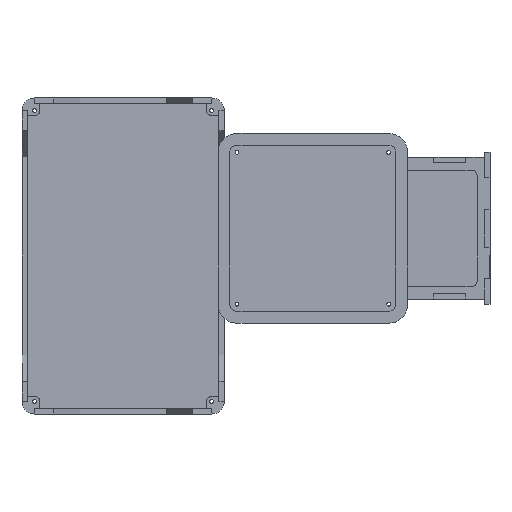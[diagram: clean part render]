
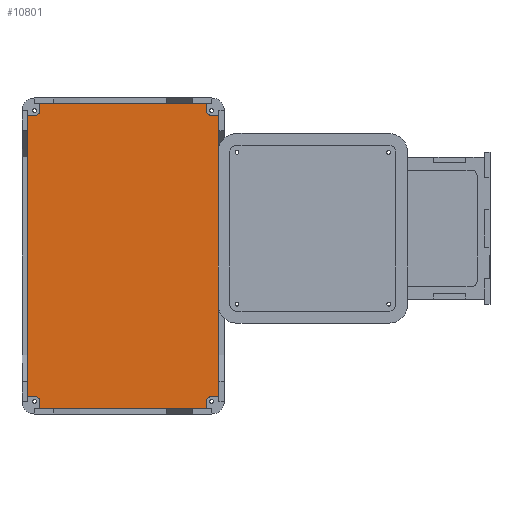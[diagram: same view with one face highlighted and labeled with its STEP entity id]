
A CAD part, front view. The second image highlights one B-rep face of the part: STEP entity #10801.
In plain terms, the highlighted planar face has unit normal (0, -1, 0).
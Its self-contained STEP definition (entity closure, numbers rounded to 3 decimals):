
#43 = CIRCLE ( 'NONE', #15762, 1.5 ) ;
#254 = CIRCLE ( 'NONE', #4990, 1.5 ) ;
#325 = ORIENTED_EDGE ( 'NONE', *, *, #6161, .F. ) ;
#465 = CARTESIAN_POINT ( 'NONE',  ( 115., 0., 70. ) ) ;
#731 = ORIENTED_EDGE ( 'NONE', *, *, #1124, .F. ) ;
#766 = CARTESIAN_POINT ( 'NONE',  ( -115., 0., -80. ) ) ;
#777 = VECTOR ( 'NONE', #11380, 1000. ) ;
#937 = DIRECTION ( 'NONE',  ( 0., 0., -1. ) ) ;
#1062 = VERTEX_POINT ( 'NONE', #7707 ) ;
#1119 = VERTEX_POINT ( 'NONE', #14087 ) ;
#1124 = EDGE_CURVE ( 'NONE', #1671, #3813, #13832, .T. ) ;
#1224 = AXIS2_PLACEMENT_3D ( 'NONE', #465, #12987, #9143 ) ;
#1240 = CARTESIAN_POINT ( 'NONE',  ( -115., 0., 71.5 ) ) ;
#1295 = DIRECTION ( 'NONE',  ( 0., -1., 0. ) ) ;
#1614 = CARTESIAN_POINT ( 'NONE',  ( -125., 0., -70. ) ) ;
#1671 = VERTEX_POINT ( 'NONE', #5445 ) ;
#2058 = ORIENTED_EDGE ( 'NONE', *, *, #15847, .F. ) ;
#2252 = DIRECTION ( 'NONE',  ( 0., 0., 1. ) ) ;
#2365 = FACE_BOUND ( 'NONE', #13047, .T. ) ;
#2523 = EDGE_CURVE ( 'NONE', #8914, #8001, #2912, .T. ) ;
#2552 = DIRECTION ( 'NONE',  ( 0., 0., 1. ) ) ;
#2570 = PLANE ( 'NONE',  #14117 ) ;
#2633 = LINE ( 'NONE', #1614, #10974 ) ;
#2700 = ORIENTED_EDGE ( 'NONE', *, *, #6182, .F. ) ;
#2723 = EDGE_CURVE ( 'NONE', #7792, #12969, #14396, .T. ) ;
#2912 = CIRCLE ( 'NONE', #10156, 1.5 ) ;
#3014 = VERTEX_POINT ( 'NONE', #12068 ) ;
#3181 = VERTEX_POINT ( 'NONE', #1240 ) ;
#3315 = FACE_BOUND ( 'NONE', #14438, .T. ) ;
#3435 = CARTESIAN_POINT ( 'NONE',  ( 115., 0., -70. ) ) ;
#3813 = VERTEX_POINT ( 'NONE', #15130 ) ;
#4150 = DIRECTION ( 'NONE',  ( 0., -1., 0. ) ) ;
#4273 = AXIS2_PLACEMENT_3D ( 'NONE', #14040, #16339, #2552 ) ;
#4382 = VECTOR ( 'NONE', #8626, 1000. ) ;
#4448 = DIRECTION ( 'NONE',  ( 0., 0., -1. ) ) ;
#4594 = LINE ( 'NONE', #5526, #11531 ) ;
#4636 = EDGE_CURVE ( 'NONE', #6445, #10019, #5629, .T. ) ;
#4652 = ORIENTED_EDGE ( 'NONE', *, *, #6726, .F. ) ;
#4664 = CARTESIAN_POINT ( 'NONE',  ( -115., 0., 68.5 ) ) ;
#4990 = AXIS2_PLACEMENT_3D ( 'NONE', #13837, #8730, #11211 ) ;
#5008 = VERTEX_POINT ( 'NONE', #12966 ) ;
#5262 = VERTEX_POINT ( 'NONE', #4664 ) ;
#5440 = AXIS2_PLACEMENT_3D ( 'NONE', #14729, #14902, #8627 ) ;
#5445 = CARTESIAN_POINT ( 'NONE',  ( 115., 0., 71.5 ) ) ;
#5450 = CARTESIAN_POINT ( 'NONE',  ( 115., 0., -68.5 ) ) ;
#5471 = DIRECTION ( 'NONE',  ( 0., 1., 0. ) ) ;
#5503 = ORIENTED_EDGE ( 'NONE', *, *, #9532, .F. ) ;
#5526 = CARTESIAN_POINT ( 'NONE',  ( 125., 0., -70. ) ) ;
#5629 = CIRCLE ( 'NONE', #8197, 10. ) ;
#5717 = VERTEX_POINT ( 'NONE', #14750 ) ;
#5726 = CIRCLE ( 'NONE', #7686, 1.5 ) ;
#5766 = CIRCLE ( 'NONE', #11691, 10. ) ;
#5931 = DIRECTION ( 'NONE',  ( 0., 1., 0. ) ) ;
#6066 = DIRECTION ( 'NONE',  ( 0., -1., 0. ) ) ;
#6161 = EDGE_CURVE ( 'NONE', #1062, #5008, #9165, .T. ) ;
#6182 = EDGE_CURVE ( 'NONE', #5008, #5717, #4594, .T. ) ;
#6408 = DIRECTION ( 'NONE',  ( 0., 0., -1. ) ) ;
#6422 = EDGE_CURVE ( 'NONE', #5262, #3181, #254, .T. ) ;
#6445 = VERTEX_POINT ( 'NONE', #12405 ) ;
#6726 = EDGE_CURVE ( 'NONE', #3813, #1671, #43, .T. ) ;
#6740 = CIRCLE ( 'NONE', #5440, 1.5 ) ;
#7183 = AXIS2_PLACEMENT_3D ( 'NONE', #12017, #14540, #4448 ) ;
#7437 = VERTEX_POINT ( 'NONE', #7603 ) ;
#7460 = CARTESIAN_POINT ( 'NONE',  ( 115., 0., -70. ) ) ;
#7603 = CARTESIAN_POINT ( 'NONE',  ( -125., 0., -70. ) ) ;
#7625 = DIRECTION ( 'NONE',  ( 0., -1., 0. ) ) ;
#7686 = AXIS2_PLACEMENT_3D ( 'NONE', #8516, #6066, #937 ) ;
#7707 = CARTESIAN_POINT ( 'NONE',  ( 115., 0., 80. ) ) ;
#7792 = VERTEX_POINT ( 'NONE', #13102 ) ;
#7893 = CIRCLE ( 'NONE', #4273, 10. ) ;
#7992 = CARTESIAN_POINT ( 'NONE',  ( 115., 0., 70. ) ) ;
#8001 = VERTEX_POINT ( 'NONE', #12322 ) ;
#8048 = ORIENTED_EDGE ( 'NONE', *, *, #15228, .F. ) ;
#8094 = DIRECTION ( 'NONE',  ( 0., 0., -1. ) ) ;
#8197 = AXIS2_PLACEMENT_3D ( 'NONE', #12039, #16151, #2252 ) ;
#8498 = ORIENTED_EDGE ( 'NONE', *, *, #10600, .F. ) ;
#8516 = CARTESIAN_POINT ( 'NONE',  ( -115., 0., 70. ) ) ;
#8544 = ORIENTED_EDGE ( 'NONE', *, *, #14047, .F. ) ;
#8627 = DIRECTION ( 'NONE',  ( 0., 0., -1. ) ) ;
#8626 = DIRECTION ( 'NONE',  ( 1., 0., 0. ) ) ;
#8730 = DIRECTION ( 'NONE',  ( 0., -1., 0. ) ) ;
#8914 = VERTEX_POINT ( 'NONE', #5450 ) ;
#9109 = FACE_OUTER_BOUND ( 'NONE', #16296, .T. ) ;
#9143 = DIRECTION ( 'NONE',  ( 0., 0., -1. ) ) ;
#9165 = CIRCLE ( 'NONE', #13036, 10. ) ;
#9306 = ORIENTED_EDGE ( 'NONE', *, *, #2523, .F. ) ;
#9532 = EDGE_CURVE ( 'NONE', #1119, #3014, #12698, .T. ) ;
#9851 = DIRECTION ( 'NONE',  ( 0., 0., -1. ) ) ;
#9956 = LINE ( 'NONE', #14951, #4382 ) ;
#10019 = VERTEX_POINT ( 'NONE', #14689 ) ;
#10156 = AXIS2_PLACEMENT_3D ( 'NONE', #11002, #13565, #9851 ) ;
#10170 = DIRECTION ( 'NONE',  ( 0., 0., -1. ) ) ;
#10193 = ORIENTED_EDGE ( 'NONE', *, *, #2723, .F. ) ;
#10587 = DIRECTION ( 'NONE',  ( 0., 0., 1. ) ) ;
#10600 = EDGE_CURVE ( 'NONE', #3181, #5262, #5726, .T. ) ;
#10627 = EDGE_CURVE ( 'NONE', #3014, #1119, #6740, .T. ) ;
#10801 = ADVANCED_FACE ( 'NONE', ( #16190, #13827, #3315, #2365, #9109 ), #2570, .T. ) ;
#10974 = VECTOR ( 'NONE', #12617, 1000. ) ;
#11002 = CARTESIAN_POINT ( 'NONE',  ( 115., 0., -70. ) ) ;
#11211 = DIRECTION ( 'NONE',  ( 0., 0., -1. ) ) ;
#11380 = DIRECTION ( 'NONE',  ( -1., 0., 0. ) ) ;
#11425 = EDGE_CURVE ( 'NONE', #12969, #7437, #7893, .T. ) ;
#11531 = VECTOR ( 'NONE', #8094, 1000. ) ;
#11532 = CARTESIAN_POINT ( 'NONE',  ( -115., 0., -70. ) ) ;
#11691 = AXIS2_PLACEMENT_3D ( 'NONE', #3435, #5931, #16188 ) ;
#12017 = CARTESIAN_POINT ( 'NONE',  ( 115., 0., -70. ) ) ;
#12039 = CARTESIAN_POINT ( 'NONE',  ( -115., 0., 70. ) ) ;
#12068 = CARTESIAN_POINT ( 'NONE',  ( -115., 0., -68.5 ) ) ;
#12322 = CARTESIAN_POINT ( 'NONE',  ( 115., 0., -71.5 ) ) ;
#12405 = CARTESIAN_POINT ( 'NONE',  ( -125., 0., 70. ) ) ;
#12529 = EDGE_LOOP ( 'NONE', ( #9306, #15249 ) ) ;
#12607 = ORIENTED_EDGE ( 'NONE', *, *, #10627, .F. ) ;
#12617 = DIRECTION ( 'NONE',  ( 0., 0., 1. ) ) ;
#12698 = CIRCLE ( 'NONE', #14624, 1.5 ) ;
#12954 = DIRECTION ( 'NONE',  ( 0., 0., -1. ) ) ;
#12966 = CARTESIAN_POINT ( 'NONE',  ( 125., 0., 70. ) ) ;
#12969 = VERTEX_POINT ( 'NONE', #766 ) ;
#12987 = DIRECTION ( 'NONE',  ( 0., -1., 0. ) ) ;
#13008 = EDGE_CURVE ( 'NONE', #8001, #8914, #14648, .T. ) ;
#13012 = ORIENTED_EDGE ( 'NONE', *, *, #4636, .F. ) ;
#13036 = AXIS2_PLACEMENT_3D ( 'NONE', #7992, #5471, #10587 ) ;
#13047 = EDGE_LOOP ( 'NONE', ( #12607, #5503 ) ) ;
#13102 = CARTESIAN_POINT ( 'NONE',  ( 115., 0., -80. ) ) ;
#13116 = ORIENTED_EDGE ( 'NONE', *, *, #11425, .F. ) ;
#13457 = ORIENTED_EDGE ( 'NONE', *, *, #6422, .F. ) ;
#13565 = DIRECTION ( 'NONE',  ( 0., -1., 0. ) ) ;
#13827 = FACE_BOUND ( 'NONE', #15172, .T. ) ;
#13832 = CIRCLE ( 'NONE', #1224, 1.5 ) ;
#13837 = CARTESIAN_POINT ( 'NONE',  ( -115., 0., 70. ) ) ;
#14040 = CARTESIAN_POINT ( 'NONE',  ( -115., 0., -70. ) ) ;
#14047 = EDGE_CURVE ( 'NONE', #7437, #6445, #2633, .T. ) ;
#14087 = CARTESIAN_POINT ( 'NONE',  ( -115., 0., -71.5 ) ) ;
#14117 = AXIS2_PLACEMENT_3D ( 'NONE', #7460, #7625, #6408 ) ;
#14396 = LINE ( 'NONE', #16256, #777 ) ;
#14438 = EDGE_LOOP ( 'NONE', ( #8498, #13457 ) ) ;
#14540 = DIRECTION ( 'NONE',  ( 0., -1., 0. ) ) ;
#14624 = AXIS2_PLACEMENT_3D ( 'NONE', #11532, #1295, #10170 ) ;
#14648 = CIRCLE ( 'NONE', #7183, 1.5 ) ;
#14689 = CARTESIAN_POINT ( 'NONE',  ( -115., 0., 80. ) ) ;
#14729 = CARTESIAN_POINT ( 'NONE',  ( -115., 0., -70. ) ) ;
#14750 = CARTESIAN_POINT ( 'NONE',  ( 125., 0., -70. ) ) ;
#14902 = DIRECTION ( 'NONE',  ( 0., -1., 0. ) ) ;
#14951 = CARTESIAN_POINT ( 'NONE',  ( -115., 0., 80. ) ) ;
#15130 = CARTESIAN_POINT ( 'NONE',  ( 115., 0., 68.5 ) ) ;
#15172 = EDGE_LOOP ( 'NONE', ( #731, #4652 ) ) ;
#15228 = EDGE_CURVE ( 'NONE', #10019, #1062, #9956, .T. ) ;
#15249 = ORIENTED_EDGE ( 'NONE', *, *, #13008, .F. ) ;
#15584 = CARTESIAN_POINT ( 'NONE',  ( 115., 0., 70. ) ) ;
#15762 = AXIS2_PLACEMENT_3D ( 'NONE', #15584, #4150, #12954 ) ;
#15847 = EDGE_CURVE ( 'NONE', #5717, #7792, #5766, .T. ) ;
#16151 = DIRECTION ( 'NONE',  ( 0., 1., 0. ) ) ;
#16188 = DIRECTION ( 'NONE',  ( 0., 0., -1. ) ) ;
#16190 = FACE_BOUND ( 'NONE', #12529, .T. ) ;
#16256 = CARTESIAN_POINT ( 'NONE',  ( -115., 0., -80. ) ) ;
#16296 = EDGE_LOOP ( 'NONE', ( #2058, #2700, #325, #8048, #13012, #8544, #13116, #10193 ) ) ;
#16339 = DIRECTION ( 'NONE',  ( 0., 1., 0. ) ) ;
